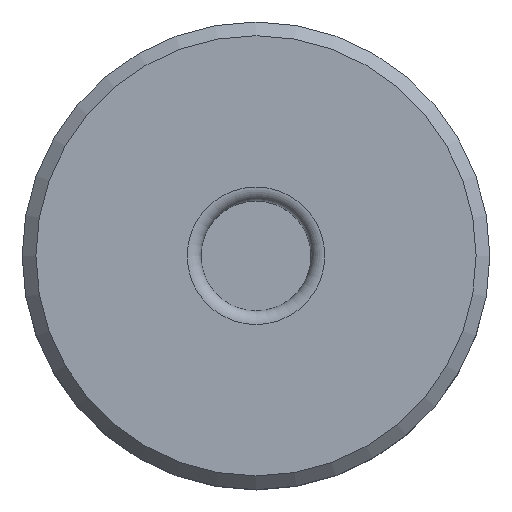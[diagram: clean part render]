
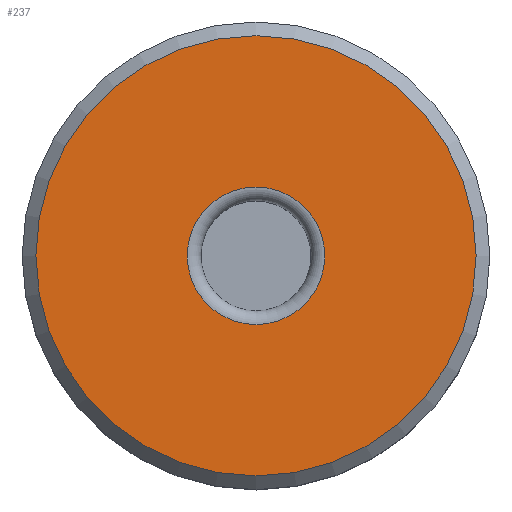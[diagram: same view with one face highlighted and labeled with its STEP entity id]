
A CAD part, top view. The second image highlights one B-rep face of the part: STEP entity #237.
In plain terms, the highlighted planar face has unit normal (0, 0, 1).
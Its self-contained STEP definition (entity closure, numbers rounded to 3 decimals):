
#22=FACE_BOUND('',#66,.T.);
#26=PLANE('',#278);
#50=FACE_OUTER_BOUND('',#65,.T.);
#65=EDGE_LOOP('',(#177));
#66=EDGE_LOOP('',(#178));
#82=CIRCLE('',#271,2.5);
#88=CIRCLE('',#279,8.);
#109=VERTEX_POINT('',#406);
#114=VERTEX_POINT('',#420);
#133=EDGE_CURVE('',#109,#109,#82,.T.);
#140=EDGE_CURVE('',#114,#114,#88,.T.);
#177=ORIENTED_EDGE('',*,*,#140,.F.);
#178=ORIENTED_EDGE('',*,*,#133,.F.);
#237=ADVANCED_FACE('',(#50,#22),#26,.T.);
#271=AXIS2_PLACEMENT_3D('',#407,#316,#317);
#278=AXIS2_PLACEMENT_3D('',#419,#331,#332);
#279=AXIS2_PLACEMENT_3D('',#421,#333,#334);
#316=DIRECTION('center_axis',(0.,0.,1.));
#317=DIRECTION('ref_axis',(-1.,0.,0.));
#331=DIRECTION('center_axis',(0.,0.,1.));
#332=DIRECTION('ref_axis',(1.,0.,0.));
#333=DIRECTION('center_axis',(0.,0.,-1.));
#334=DIRECTION('ref_axis',(-1.,0.,0.));
#406=CARTESIAN_POINT('',(2.5,0.,7.5));
#407=CARTESIAN_POINT('Origin',(0.,0.,7.5));
#419=CARTESIAN_POINT('Origin',(0.,0.,7.5));
#420=CARTESIAN_POINT('',(8.,0.,7.5));
#421=CARTESIAN_POINT('Origin',(0.,0.,7.5));
